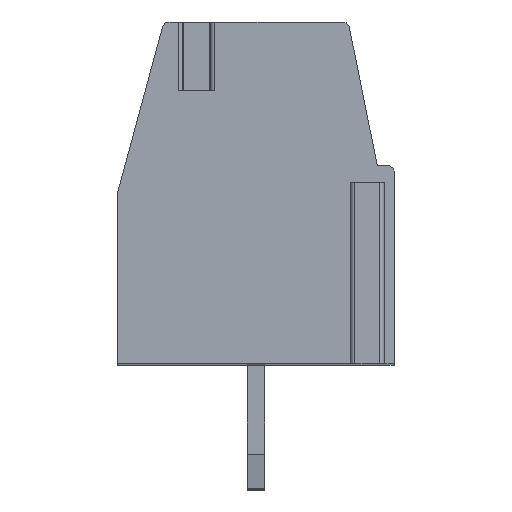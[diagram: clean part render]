
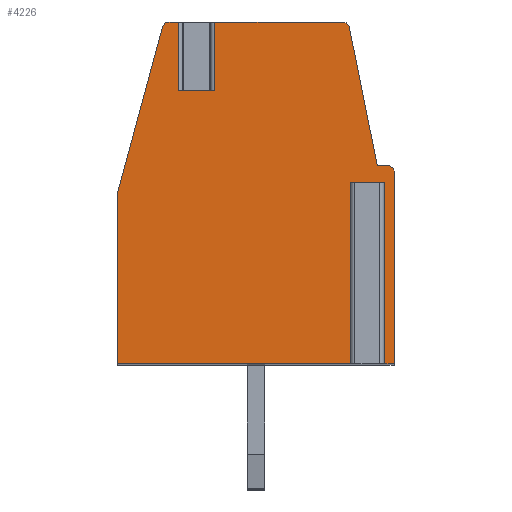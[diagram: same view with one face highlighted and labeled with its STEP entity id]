
A CAD part, top view. The second image highlights one B-rep face of the part: STEP entity #4226.
In plain terms, the highlighted planar face has unit normal (0, 0, 1).
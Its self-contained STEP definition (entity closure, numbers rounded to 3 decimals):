
#244=DIRECTION('',(-1.,0.,0.));
#245=VECTOR('',#244,1.07);
#246=CARTESIAN_POINT('',(-1.21,3.,2.5));
#247=LINE('',#246,#245);
#248=DIRECTION('',(0.,1.,0.));
#249=VECTOR('',#248,2.);
#250=CARTESIAN_POINT('',(-1.21,3.,2.5));
#251=LINE('',#250,#249);
#252=DIRECTION('',(-1.,0.,0.));
#253=VECTOR('',#252,3.746);
#254=CARTESIAN_POINT('',(2.536,5.,2.5));
#255=LINE('',#254,#253);
#256=CARTESIAN_POINT('',(2.536,4.8,2.5));
#257=DIRECTION('',(0.,0.,1.));
#258=DIRECTION('',(0.98,0.198,0.));
#259=AXIS2_PLACEMENT_3D('',#256,#257,#258);
#261=DIRECTION('',(-0.198,0.98,0.));
#262=VECTOR('',#261,4.122);
#263=CARTESIAN_POINT('',(3.55,0.8,2.5));
#264=LINE('',#263,#262);
#265=DIRECTION('',(-1.,0.,0.));
#266=VECTOR('',#265,0.3);
#267=CARTESIAN_POINT('',(3.85,0.8,2.5));
#268=LINE('',#267,#266);
#269=CARTESIAN_POINT('',(3.85,0.6,2.5));
#270=DIRECTION('',(0.,0.,1.));
#271=DIRECTION('',(1.,0.,0.));
#272=AXIS2_PLACEMENT_3D('',#269,#270,#271);
#274=DIRECTION('',(0.,1.,0.));
#275=VECTOR('',#274,5.6);
#276=CARTESIAN_POINT('',(4.05,-5.,2.5));
#277=LINE('',#276,#275);
#278=DIRECTION('',(1.,0.,0.));
#279=VECTOR('',#278,0.495);
#280=CARTESIAN_POINT('',(3.555,-5.,2.5));
#281=LINE('',#280,#279);
#282=DIRECTION('',(0.,1.,0.));
#283=VECTOR('',#282,5.3);
#284=CARTESIAN_POINT('',(3.555,-5.,2.5));
#285=LINE('',#284,#283);
#286=DIRECTION('',(1.,0.,0.));
#287=VECTOR('',#286,0.6);
#288=CARTESIAN_POINT('',(2.955,0.3,2.5));
#289=LINE('',#288,#287);
#290=DIRECTION('',(0.,1.,0.));
#291=VECTOR('',#290,5.3);
#292=CARTESIAN_POINT('',(2.955,-5.,2.5));
#293=LINE('',#292,#291);
#294=DIRECTION('',(1.,0.,0.));
#295=VECTOR('',#294,7.005);
#296=CARTESIAN_POINT('',(-4.05,-5.,2.5));
#297=LINE('',#296,#295);
#298=DIRECTION('',(0.,-1.,0.));
#299=VECTOR('',#298,5.);
#300=CARTESIAN_POINT('',(-4.05,0.,2.5));
#301=LINE('',#300,#299);
#302=DIRECTION('',(-0.261,-0.965,0.));
#303=VECTOR('',#302,5.026);
#304=CARTESIAN_POINT('',(-2.74,4.852,2.5));
#305=LINE('',#304,#303);
#306=CARTESIAN_POINT('',(-2.547,4.8,2.5));
#307=DIRECTION('',(0.,0.,1.));
#308=DIRECTION('',(0.,1.,0.));
#309=AXIS2_PLACEMENT_3D('',#306,#307,#308);
#311=DIRECTION('',(-1.,0.,0.));
#312=VECTOR('',#311,0.267);
#313=CARTESIAN_POINT('',(-2.28,5.,2.5));
#314=LINE('',#313,#312);
#315=DIRECTION('',(0.,1.,0.));
#316=VECTOR('',#315,2.);
#317=CARTESIAN_POINT('',(-2.28,3.,2.5));
#318=LINE('',#317,#316);
#3075=CARTESIAN_POINT('',(4.05,-5.,2.5));
#3076=CARTESIAN_POINT('',(4.05,0.6,2.5));
#3077=VERTEX_POINT('',#3075);
#3078=VERTEX_POINT('',#3076);
#3079=CARTESIAN_POINT('',(3.85,0.8,2.5));
#3080=VERTEX_POINT('',#3079);
#3081=CARTESIAN_POINT('',(3.55,0.8,2.5));
#3082=VERTEX_POINT('',#3081);
#3083=CARTESIAN_POINT('',(2.732,4.84,2.5));
#3084=VERTEX_POINT('',#3083);
#3085=CARTESIAN_POINT('',(2.536,5.,2.5));
#3086=VERTEX_POINT('',#3085);
#3087=CARTESIAN_POINT('',(-2.547,5.,2.5));
#3088=CARTESIAN_POINT('',(-2.74,4.852,2.5));
#3089=VERTEX_POINT('',#3087);
#3090=VERTEX_POINT('',#3088);
#3091=CARTESIAN_POINT('',(-4.05,0.,2.5));
#3092=VERTEX_POINT('',#3091);
#3093=CARTESIAN_POINT('',(-4.05,-5.,2.5));
#3094=VERTEX_POINT('',#3093);
#3111=CARTESIAN_POINT('',(2.955,0.3,2.5));
#3112=CARTESIAN_POINT('',(3.555,0.3,2.5));
#3113=VERTEX_POINT('',#3111);
#3114=VERTEX_POINT('',#3112);
#3115=CARTESIAN_POINT('',(2.955,-5.,2.5));
#3116=VERTEX_POINT('',#3115);
#3117=CARTESIAN_POINT('',(3.555,-5.,2.5));
#3118=VERTEX_POINT('',#3117);
#3187=CARTESIAN_POINT('',(-1.21,3.,2.5));
#3188=CARTESIAN_POINT('',(-2.28,3.,2.5));
#3189=VERTEX_POINT('',#3187);
#3190=VERTEX_POINT('',#3188);
#3191=CARTESIAN_POINT('',(-2.28,5.,2.5));
#3192=VERTEX_POINT('',#3191);
#3193=CARTESIAN_POINT('',(-1.21,5.,2.5));
#3194=VERTEX_POINT('',#3193);
#4186=CARTESIAN_POINT('',(0.,0.,2.5));
#4187=DIRECTION('',(0.,0.,1.));
#4188=DIRECTION('',(1.,0.,0.));
#4189=AXIS2_PLACEMENT_3D('',#4186,#4187,#4188);
#4190=PLANE('',#4189);
#4192=ORIENTED_EDGE('',*,*,#4191,.F.);
#4193=ORIENTED_EDGE('',*,*,#4177,.T.);
#4194=ORIENTED_EDGE('',*,*,#4082,.F.);
#4196=ORIENTED_EDGE('',*,*,#4195,.F.);
#4198=ORIENTED_EDGE('',*,*,#4197,.F.);
#4200=ORIENTED_EDGE('',*,*,#4199,.F.);
#4202=ORIENTED_EDGE('',*,*,#4201,.F.);
#4204=ORIENTED_EDGE('',*,*,#4203,.F.);
#4206=ORIENTED_EDGE('',*,*,#4205,.F.);
#4208=ORIENTED_EDGE('',*,*,#4207,.T.);
#4210=ORIENTED_EDGE('',*,*,#4209,.F.);
#4212=ORIENTED_EDGE('',*,*,#4211,.F.);
#4214=ORIENTED_EDGE('',*,*,#4213,.F.);
#4216=ORIENTED_EDGE('',*,*,#4215,.F.);
#4218=ORIENTED_EDGE('',*,*,#4217,.F.);
#4220=ORIENTED_EDGE('',*,*,#4219,.F.);
#4221=ORIENTED_EDGE('',*,*,#4065,.F.);
#4223=ORIENTED_EDGE('',*,*,#4222,.F.);
#4224=EDGE_LOOP('',(#4192,#4193,#4194,#4196,#4198,#4200,#4202,#4204,#4206,#4208,
#4210,#4212,#4214,#4216,#4218,#4220,#4221,#4223));
#4225=FACE_OUTER_BOUND('',#4224,.F.);
#260=CIRCLE('',#259,0.2);
#273=CIRCLE('',#272,0.2);
#310=CIRCLE('',#309,0.2);
#4065=EDGE_CURVE('',#3192,#3089,#314,.T.);
#4082=EDGE_CURVE('',#3086,#3194,#255,.T.);
#4177=EDGE_CURVE('',#3189,#3194,#251,.T.);
#4191=EDGE_CURVE('',#3189,#3190,#247,.T.);
#4195=EDGE_CURVE('',#3084,#3086,#260,.T.);
#4197=EDGE_CURVE('',#3082,#3084,#264,.T.);
#4199=EDGE_CURVE('',#3080,#3082,#268,.T.);
#4201=EDGE_CURVE('',#3078,#3080,#273,.T.);
#4203=EDGE_CURVE('',#3077,#3078,#277,.T.);
#4205=EDGE_CURVE('',#3118,#3077,#281,.T.);
#4207=EDGE_CURVE('',#3118,#3114,#285,.T.);
#4209=EDGE_CURVE('',#3113,#3114,#289,.T.);
#4211=EDGE_CURVE('',#3116,#3113,#293,.T.);
#4213=EDGE_CURVE('',#3094,#3116,#297,.T.);
#4215=EDGE_CURVE('',#3092,#3094,#301,.T.);
#4217=EDGE_CURVE('',#3090,#3092,#305,.T.);
#4219=EDGE_CURVE('',#3089,#3090,#310,.T.);
#4222=EDGE_CURVE('',#3190,#3192,#318,.T.);
#4226=ADVANCED_FACE('',(#4225),#4190,.T.);
